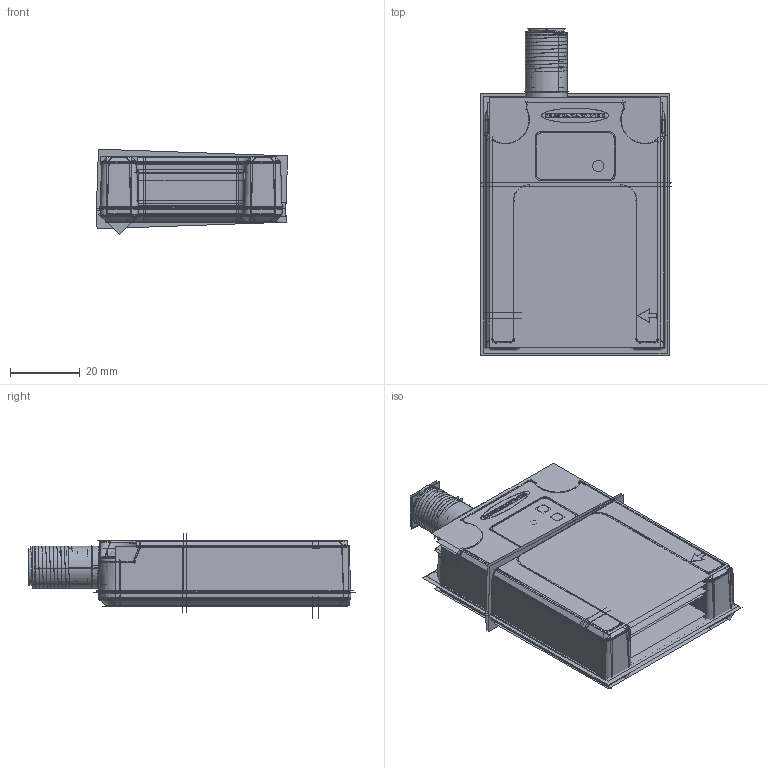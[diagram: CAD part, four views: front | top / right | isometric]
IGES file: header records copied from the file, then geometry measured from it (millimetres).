
Start section:  PTC IGES file: 188678.igs
Global section: file name: 188678.igs; native system: Creo Parametric by Parametric Technology Corporation; preprocessor: 2013230; author: pdmadmin; organization: Unknown; date: 20151021.141515; units: millimetre
Bounding box: 54.69 x 93.68 x 24.46 mm (x, y, z)
Volume: 21975.6 mm3; surface area: 277657.9 mm2
Topology: 8 solids, 9 shells, 2458 faces, 12276 edges, 15341 vertices
Faces by surface type: bspline 1236, revolution 976, extrusion 246
